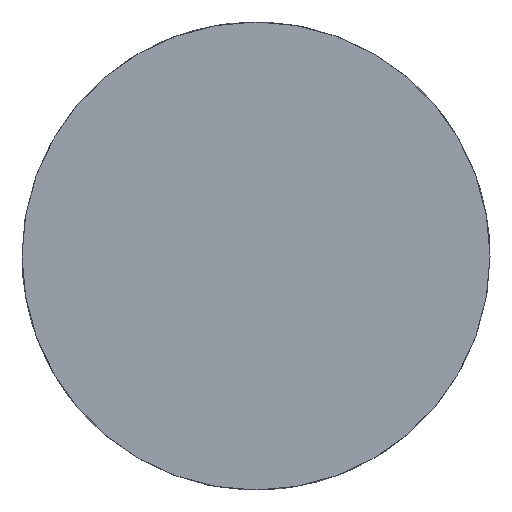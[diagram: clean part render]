
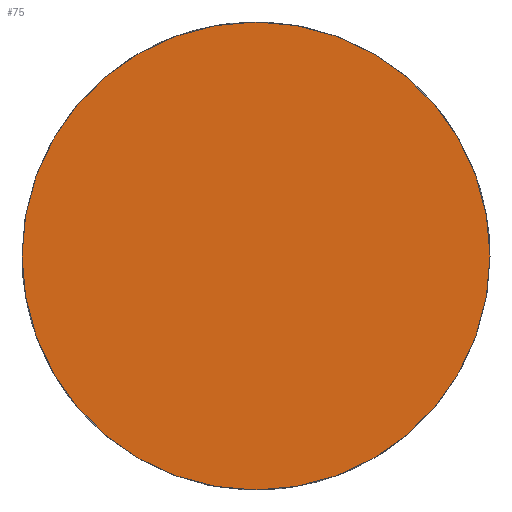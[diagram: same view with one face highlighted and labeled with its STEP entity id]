
A CAD part, top view. The second image highlights one B-rep face of the part: STEP entity #75.
In plain terms, the highlighted planar face has unit normal (0, 0, 1).
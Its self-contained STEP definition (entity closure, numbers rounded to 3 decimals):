
#4 = CARTESIAN_POINT ( 'NONE',  ( 25., -25., 0. ) ) ;
#6 = DIRECTION ( 'NONE',  ( 1., 0., 0. ) ) ;
#7 = DIRECTION ( 'NONE',  ( 0., 0., 1. ) ) ;
#11 = DIRECTION ( 'NONE',  ( 1., 0., 0. ) ) ;
#21 = ORIENTED_EDGE ( 'NONE', *, *, #159, .T. ) ;
#46 = EDGE_CURVE ( 'NONE', #108, #110, #147, .T. ) ;
#50 = CIRCLE ( 'NONE', #102, 25. ) ;
#55 = DIRECTION ( 'NONE',  ( 1., 0., 0. ) ) ;
#68 = CARTESIAN_POINT ( 'NONE',  ( 0., 0., 0. ) ) ;
#75 = ADVANCED_FACE ( 'NONE', ( #141 ), #78, .T. ) ;
#78 = PLANE ( 'NONE',  #149 ) ;
#83 = AXIS2_PLACEMENT_3D ( 'NONE', #166, #7, #55 ) ;
#88 = DIRECTION ( 'NONE',  ( 0., 0., 1. ) ) ;
#89 = EDGE_LOOP ( 'NONE', ( #21, #138 ) ) ;
#96 = CARTESIAN_POINT ( 'NONE',  ( -25., 0., 0. ) ) ;
#102 = AXIS2_PLACEMENT_3D ( 'NONE', #68, #130, #11 ) ;
#108 = VERTEX_POINT ( 'NONE', #96 ) ;
#110 = VERTEX_POINT ( 'NONE', #143 ) ;
#130 = DIRECTION ( 'NONE',  ( 0., 0., 1. ) ) ;
#138 = ORIENTED_EDGE ( 'NONE', *, *, #46, .T. ) ;
#141 = FACE_OUTER_BOUND ( 'NONE', #89, .T. ) ;
#143 = CARTESIAN_POINT ( 'NONE',  ( 25., 0., 0. ) ) ;
#147 = CIRCLE ( 'NONE', #83, 25. ) ;
#149 = AXIS2_PLACEMENT_3D ( 'NONE', #4, #88, #6 ) ;
#159 = EDGE_CURVE ( 'NONE', #110, #108, #50, .T. ) ;
#166 = CARTESIAN_POINT ( 'NONE',  ( 0., 0., 0. ) ) ;
